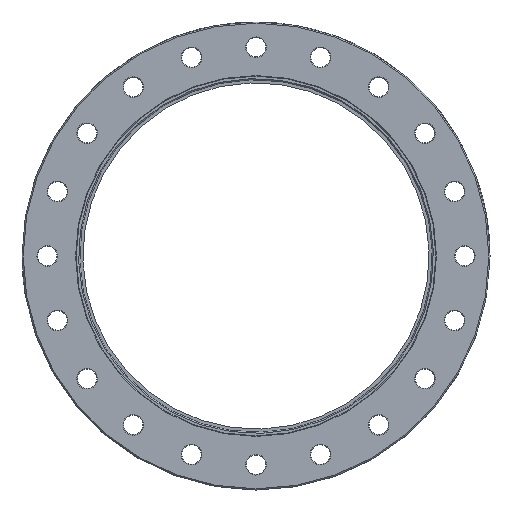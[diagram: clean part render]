
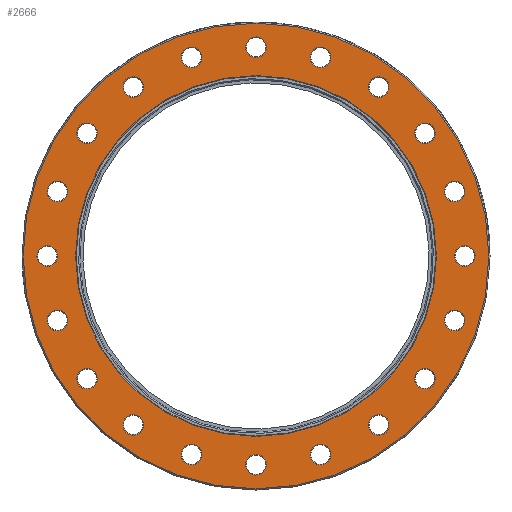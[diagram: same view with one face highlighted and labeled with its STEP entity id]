
A CAD part, front view. The second image highlights one B-rep face of the part: STEP entity #2666.
In plain terms, the highlighted planar face has unit normal (0, -1, 0).
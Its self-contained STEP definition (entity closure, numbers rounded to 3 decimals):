
#437=PLANE('',#2903);
#475=FACE_BOUND('',#780,.T.);
#476=FACE_BOUND('',#781,.T.);
#477=FACE_BOUND('',#782,.T.);
#478=FACE_BOUND('',#783,.T.);
#479=FACE_BOUND('',#784,.T.);
#480=FACE_BOUND('',#785,.T.);
#481=FACE_BOUND('',#786,.T.);
#482=FACE_BOUND('',#787,.T.);
#483=FACE_BOUND('',#788,.T.);
#484=FACE_BOUND('',#789,.T.);
#485=FACE_BOUND('',#790,.T.);
#486=FACE_BOUND('',#791,.T.);
#487=FACE_BOUND('',#792,.T.);
#488=FACE_BOUND('',#793,.T.);
#489=FACE_BOUND('',#794,.T.);
#490=FACE_BOUND('',#795,.T.);
#491=FACE_BOUND('',#796,.T.);
#492=FACE_BOUND('',#797,.T.);
#493=FACE_BOUND('',#798,.T.);
#494=FACE_BOUND('',#799,.T.);
#495=FACE_BOUND('',#800,.T.);
#602=FACE_OUTER_BOUND('',#779,.T.);
#779=EDGE_LOOP('',(#1887));
#780=EDGE_LOOP('',(#1888));
#781=EDGE_LOOP('',(#1889));
#782=EDGE_LOOP('',(#1890));
#783=EDGE_LOOP('',(#1891));
#784=EDGE_LOOP('',(#1892));
#785=EDGE_LOOP('',(#1893));
#786=EDGE_LOOP('',(#1894));
#787=EDGE_LOOP('',(#1895));
#788=EDGE_LOOP('',(#1896));
#789=EDGE_LOOP('',(#1897));
#790=EDGE_LOOP('',(#1898));
#791=EDGE_LOOP('',(#1899));
#792=EDGE_LOOP('',(#1900));
#793=EDGE_LOOP('',(#1901));
#794=EDGE_LOOP('',(#1902));
#795=EDGE_LOOP('',(#1903));
#796=EDGE_LOOP('',(#1904));
#797=EDGE_LOOP('',(#1905));
#798=EDGE_LOOP('',(#1906));
#799=EDGE_LOOP('',(#1907));
#800=EDGE_LOOP('',(#1908));
#1081=CIRCLE('',#2902,78.25);
#1082=CIRCLE('',#2904,101.);
#1083=CIRCLE('',#2905,4.45);
#1084=CIRCLE('',#2906,4.45);
#1085=CIRCLE('',#2907,4.45);
#1086=CIRCLE('',#2908,4.45);
#1087=CIRCLE('',#2909,4.45);
#1088=CIRCLE('',#2910,4.45);
#1089=CIRCLE('',#2911,4.45);
#1090=CIRCLE('',#2912,4.45);
#1091=CIRCLE('',#2913,4.45);
#1092=CIRCLE('',#2914,4.45);
#1093=CIRCLE('',#2915,4.45);
#1094=CIRCLE('',#2916,4.45);
#1095=CIRCLE('',#2917,4.45);
#1096=CIRCLE('',#2918,4.45);
#1097=CIRCLE('',#2919,4.45);
#1098=CIRCLE('',#2920,4.45);
#1099=CIRCLE('',#2921,4.45);
#1100=CIRCLE('',#2922,4.45);
#1101=CIRCLE('',#2923,4.45);
#1102=CIRCLE('',#2924,4.45);
#1243=VERTEX_POINT('',#3888);
#1244=VERTEX_POINT('',#3891);
#1245=VERTEX_POINT('',#3893);
#1246=VERTEX_POINT('',#3895);
#1247=VERTEX_POINT('',#3897);
#1248=VERTEX_POINT('',#3899);
#1249=VERTEX_POINT('',#3901);
#1250=VERTEX_POINT('',#3903);
#1251=VERTEX_POINT('',#3905);
#1252=VERTEX_POINT('',#3907);
#1253=VERTEX_POINT('',#3909);
#1254=VERTEX_POINT('',#3911);
#1255=VERTEX_POINT('',#3913);
#1256=VERTEX_POINT('',#3915);
#1257=VERTEX_POINT('',#3917);
#1258=VERTEX_POINT('',#3919);
#1259=VERTEX_POINT('',#3921);
#1260=VERTEX_POINT('',#3923);
#1261=VERTEX_POINT('',#3925);
#1262=VERTEX_POINT('',#3927);
#1263=VERTEX_POINT('',#3929);
#1264=VERTEX_POINT('',#3931);
#1520=EDGE_CURVE('',#1243,#1243,#1081,.T.);
#1521=EDGE_CURVE('',#1244,#1244,#1082,.T.);
#1522=EDGE_CURVE('',#1245,#1245,#1083,.T.);
#1523=EDGE_CURVE('',#1246,#1246,#1084,.T.);
#1524=EDGE_CURVE('',#1247,#1247,#1085,.T.);
#1525=EDGE_CURVE('',#1248,#1248,#1086,.T.);
#1526=EDGE_CURVE('',#1249,#1249,#1087,.T.);
#1527=EDGE_CURVE('',#1250,#1250,#1088,.T.);
#1528=EDGE_CURVE('',#1251,#1251,#1089,.T.);
#1529=EDGE_CURVE('',#1252,#1252,#1090,.T.);
#1530=EDGE_CURVE('',#1253,#1253,#1091,.T.);
#1531=EDGE_CURVE('',#1254,#1254,#1092,.T.);
#1532=EDGE_CURVE('',#1255,#1255,#1093,.T.);
#1533=EDGE_CURVE('',#1256,#1256,#1094,.T.);
#1534=EDGE_CURVE('',#1257,#1257,#1095,.T.);
#1535=EDGE_CURVE('',#1258,#1258,#1096,.T.);
#1536=EDGE_CURVE('',#1259,#1259,#1097,.T.);
#1537=EDGE_CURVE('',#1260,#1260,#1098,.T.);
#1538=EDGE_CURVE('',#1261,#1261,#1099,.T.);
#1539=EDGE_CURVE('',#1262,#1262,#1100,.T.);
#1540=EDGE_CURVE('',#1263,#1263,#1101,.T.);
#1541=EDGE_CURVE('',#1264,#1264,#1102,.T.);
#1887=ORIENTED_EDGE('',*,*,#1521,.F.);
#1888=ORIENTED_EDGE('',*,*,#1522,.F.);
#1889=ORIENTED_EDGE('',*,*,#1523,.F.);
#1890=ORIENTED_EDGE('',*,*,#1524,.F.);
#1891=ORIENTED_EDGE('',*,*,#1525,.F.);
#1892=ORIENTED_EDGE('',*,*,#1526,.F.);
#1893=ORIENTED_EDGE('',*,*,#1527,.F.);
#1894=ORIENTED_EDGE('',*,*,#1528,.F.);
#1895=ORIENTED_EDGE('',*,*,#1529,.F.);
#1896=ORIENTED_EDGE('',*,*,#1530,.F.);
#1897=ORIENTED_EDGE('',*,*,#1531,.F.);
#1898=ORIENTED_EDGE('',*,*,#1532,.F.);
#1899=ORIENTED_EDGE('',*,*,#1533,.F.);
#1900=ORIENTED_EDGE('',*,*,#1534,.F.);
#1901=ORIENTED_EDGE('',*,*,#1535,.F.);
#1902=ORIENTED_EDGE('',*,*,#1536,.F.);
#1903=ORIENTED_EDGE('',*,*,#1537,.F.);
#1904=ORIENTED_EDGE('',*,*,#1538,.F.);
#1905=ORIENTED_EDGE('',*,*,#1539,.F.);
#1906=ORIENTED_EDGE('',*,*,#1540,.F.);
#1907=ORIENTED_EDGE('',*,*,#1541,.F.);
#1908=ORIENTED_EDGE('',*,*,#1520,.F.);
#2666=ADVANCED_FACE('',(#602,#475,#476,#477,#478,#479,#480,#481,#482,#483,
#484,#485,#486,#487,#488,#489,#490,#491,#492,#493,#494,#495),#437,.T.);
#2902=AXIS2_PLACEMENT_3D('',#3889,#3196,#3197);
#2903=AXIS2_PLACEMENT_3D('',#3890,#3198,#3199);
#2904=AXIS2_PLACEMENT_3D('',#3892,#3200,#3201);
#2905=AXIS2_PLACEMENT_3D('',#3894,#3202,#3203);
#2906=AXIS2_PLACEMENT_3D('',#3896,#3204,#3205);
#2907=AXIS2_PLACEMENT_3D('',#3898,#3206,#3207);
#2908=AXIS2_PLACEMENT_3D('',#3900,#3208,#3209);
#2909=AXIS2_PLACEMENT_3D('',#3902,#3210,#3211);
#2910=AXIS2_PLACEMENT_3D('',#3904,#3212,#3213);
#2911=AXIS2_PLACEMENT_3D('',#3906,#3214,#3215);
#2912=AXIS2_PLACEMENT_3D('',#3908,#3216,#3217);
#2913=AXIS2_PLACEMENT_3D('',#3910,#3218,#3219);
#2914=AXIS2_PLACEMENT_3D('',#3912,#3220,#3221);
#2915=AXIS2_PLACEMENT_3D('',#3914,#3222,#3223);
#2916=AXIS2_PLACEMENT_3D('',#3916,#3224,#3225);
#2917=AXIS2_PLACEMENT_3D('',#3918,#3226,#3227);
#2918=AXIS2_PLACEMENT_3D('',#3920,#3228,#3229);
#2919=AXIS2_PLACEMENT_3D('',#3922,#3230,#3231);
#2920=AXIS2_PLACEMENT_3D('',#3924,#3232,#3233);
#2921=AXIS2_PLACEMENT_3D('',#3926,#3234,#3235);
#2922=AXIS2_PLACEMENT_3D('',#3928,#3236,#3237);
#2923=AXIS2_PLACEMENT_3D('',#3930,#3238,#3239);
#2924=AXIS2_PLACEMENT_3D('',#3932,#3240,#3241);
#3196=DIRECTION('center_axis',(0.,-1.,0.));
#3197=DIRECTION('ref_axis',(1.,0.,0.));
#3198=DIRECTION('center_axis',(0.,-1.,0.));
#3199=DIRECTION('ref_axis',(0.,0.,-1.));
#3200=DIRECTION('center_axis',(0.,1.,0.));
#3201=DIRECTION('ref_axis',(1.,0.,0.));
#3202=DIRECTION('center_axis',(0.,-1.,0.));
#3203=DIRECTION('ref_axis',(0.951,0.,0.309));
#3204=DIRECTION('center_axis',(0.,-1.,0.));
#3205=DIRECTION('ref_axis',(0.588,0.,0.809));
#3206=DIRECTION('center_axis',(0.,-1.,0.));
#3207=DIRECTION('ref_axis',(0.,0.,1.));
#3208=DIRECTION('center_axis',(0.,-1.,0.));
#3209=DIRECTION('ref_axis',(-0.588,0.,0.809));
#3210=DIRECTION('center_axis',(0.,-1.,0.));
#3211=DIRECTION('ref_axis',(-0.951,0.,0.309));
#3212=DIRECTION('center_axis',(0.,-1.,0.));
#3213=DIRECTION('ref_axis',(-0.951,0.,-0.309));
#3214=DIRECTION('center_axis',(0.,-1.,0.));
#3215=DIRECTION('ref_axis',(-0.588,0.,-0.809));
#3216=DIRECTION('center_axis',(0.,-1.,0.));
#3217=DIRECTION('ref_axis',(0.,0.,-1.));
#3218=DIRECTION('center_axis',(0.,-1.,0.));
#3219=DIRECTION('ref_axis',(0.588,0.,-0.809));
#3220=DIRECTION('center_axis',(0.,-1.,0.));
#3221=DIRECTION('ref_axis',(0.951,0.,-0.309));
#3222=DIRECTION('center_axis',(0.,-1.,0.));
#3223=DIRECTION('ref_axis',(1.,0.,0.));
#3224=DIRECTION('center_axis',(0.,-1.,0.));
#3225=DIRECTION('ref_axis',(0.809,0.,-0.588));
#3226=DIRECTION('center_axis',(0.,-1.,0.));
#3227=DIRECTION('ref_axis',(0.309,0.,-0.951));
#3228=DIRECTION('center_axis',(0.,-1.,0.));
#3229=DIRECTION('ref_axis',(-0.309,0.,-0.951));
#3230=DIRECTION('center_axis',(0.,-1.,0.));
#3231=DIRECTION('ref_axis',(-0.809,0.,-0.588));
#3232=DIRECTION('center_axis',(0.,-1.,0.));
#3233=DIRECTION('ref_axis',(-1.,0.,0.));
#3234=DIRECTION('center_axis',(0.,-1.,0.));
#3235=DIRECTION('ref_axis',(-0.809,0.,0.588));
#3236=DIRECTION('center_axis',(0.,-1.,0.));
#3237=DIRECTION('ref_axis',(-0.309,0.,0.951));
#3238=DIRECTION('center_axis',(0.,-1.,0.));
#3239=DIRECTION('ref_axis',(0.309,0.,0.951));
#3240=DIRECTION('center_axis',(0.,-1.,0.));
#3241=DIRECTION('ref_axis',(0.809,0.,0.588));
#3888=CARTESIAN_POINT('',(-78.25,0.,0.));
#3889=CARTESIAN_POINT('Origin',(0.,0.,0.));
#3890=CARTESIAN_POINT('Origin',(-101.5,0.,0.));
#3891=CARTESIAN_POINT('',(-101.,0.,0.));
#3892=CARTESIAN_POINT('Origin',(0.,0.,0.));
#3893=CARTESIAN_POINT('',(23.749,0.,-87.493));
#3894=CARTESIAN_POINT('Origin',(27.981,0.,-86.118));
#3895=CARTESIAN_POINT('',(70.641,0.,-56.824));
#3896=CARTESIAN_POINT('Origin',(73.256,0.,-53.224));
#3897=CARTESIAN_POINT('',(90.55,0.,-4.45));
#3898=CARTESIAN_POINT('Origin',(90.55,0.,0.));
#3899=CARTESIAN_POINT('',(75.872,0.,49.624));
#3900=CARTESIAN_POINT('Origin',(73.256,0.,53.224));
#3901=CARTESIAN_POINT('',(32.214,0.,84.743));
#3902=CARTESIAN_POINT('Origin',(27.981,0.,86.118));
#3903=CARTESIAN_POINT('',(-23.749,0.,87.493));
#3904=CARTESIAN_POINT('Origin',(-27.981,0.,86.118));
#3905=CARTESIAN_POINT('',(-70.641,0.,56.824));
#3906=CARTESIAN_POINT('Origin',(-73.256,0.,53.224));
#3907=CARTESIAN_POINT('',(-90.55,0.,4.45));
#3908=CARTESIAN_POINT('Origin',(-90.55,0.,0.));
#3909=CARTESIAN_POINT('',(-75.872,0.,-49.624));
#3910=CARTESIAN_POINT('Origin',(-73.256,0.,-53.224));
#3911=CARTESIAN_POINT('',(-32.214,0.,-84.743));
#3912=CARTESIAN_POINT('Origin',(-27.981,0.,-86.118));
#3913=CARTESIAN_POINT('',(-4.45,0.,-90.55));
#3914=CARTESIAN_POINT('Origin',(0.,0.,-90.55));
#3915=CARTESIAN_POINT('',(-56.824,0.,-70.641));
#3916=CARTESIAN_POINT('Origin',(-53.224,0.,-73.256));
#3917=CARTESIAN_POINT('',(-87.493,0.,-23.749));
#3918=CARTESIAN_POINT('Origin',(-86.118,0.,-27.981));
#3919=CARTESIAN_POINT('',(-84.743,0.,32.214));
#3920=CARTESIAN_POINT('Origin',(-86.118,0.,27.981));
#3921=CARTESIAN_POINT('',(-49.624,0.,75.872));
#3922=CARTESIAN_POINT('Origin',(-53.224,0.,73.256));
#3923=CARTESIAN_POINT('',(4.45,0.,90.55));
#3924=CARTESIAN_POINT('Origin',(0.,0.,90.55));
#3925=CARTESIAN_POINT('',(56.824,0.,70.641));
#3926=CARTESIAN_POINT('Origin',(53.224,0.,73.256));
#3927=CARTESIAN_POINT('',(87.493,0.,23.749));
#3928=CARTESIAN_POINT('Origin',(86.118,0.,27.981));
#3929=CARTESIAN_POINT('',(84.743,0.,-32.214));
#3930=CARTESIAN_POINT('Origin',(86.118,0.,-27.981));
#3931=CARTESIAN_POINT('',(49.624,0.,-75.872));
#3932=CARTESIAN_POINT('Origin',(53.224,0.,-73.256));
